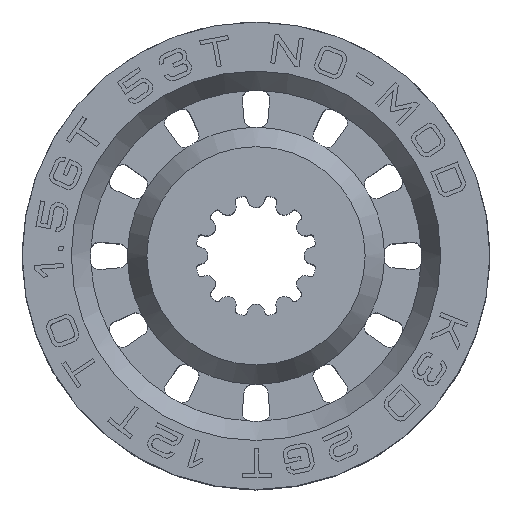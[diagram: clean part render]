
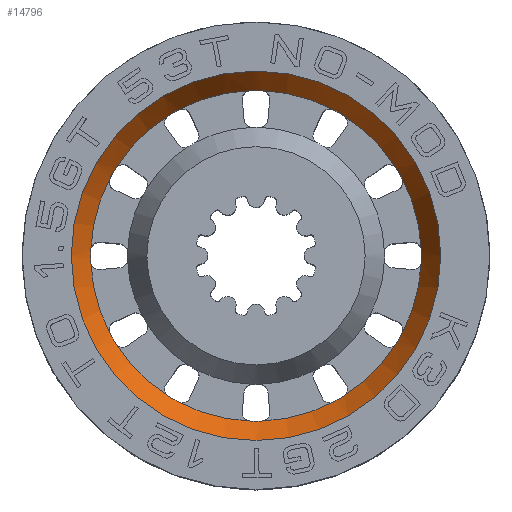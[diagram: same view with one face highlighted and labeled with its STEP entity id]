
A CAD part, top view. The second image highlights one B-rep face of the part: STEP entity #14796.
In plain terms, the highlighted conical face has half-angle 30 degrees and reference radius 11 mm.
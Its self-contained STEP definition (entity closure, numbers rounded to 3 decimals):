
#473=CONICAL_SURFACE('',#16802,11.,0.524);
#1122=CIRCLE('',#15229,9.845);
#1125=CIRCLE('',#15236,9.845);
#1130=CIRCLE('',#15246,9.845);
#1132=CIRCLE('',#15251,9.845);
#1136=CIRCLE('',#15260,9.845);
#1139=CIRCLE('',#15266,9.845);
#1143=CIRCLE('',#15275,9.845);
#1145=CIRCLE('',#15280,9.845);
#1150=CIRCLE('',#15290,9.845);
#1152=CIRCLE('',#15295,9.845);
#1156=CIRCLE('',#15304,9.845);
#1210=CIRCLE('',#15435,9.845);
#1216=CIRCLE('',#15449,11.);
#1219=CIRCLE('',#15453,9.845);
#1221=CIRCLE('',#15456,9.845);
#1223=CIRCLE('',#15459,9.845);
#1225=CIRCLE('',#15462,9.845);
#1227=CIRCLE('',#15465,9.845);
#1229=CIRCLE('',#15468,9.845);
#1231=CIRCLE('',#15471,9.845);
#1233=CIRCLE('',#15474,9.845);
#1235=CIRCLE('',#15477,9.845);
#1237=CIRCLE('',#15480,9.845);
#1238=CIRCLE('',#15482,9.845);
#2058=CIRCLE('',#16803,9.845);
#5420=ORIENTED_EDGE('',*,*,#8603,.T.);
#5421=ORIENTED_EDGE('',*,*,#6939,.T.);
#5422=ORIENTED_EDGE('',*,*,#7392,.T.);
#5423=ORIENTED_EDGE('',*,*,#7034,.T.);
#5424=ORIENTED_EDGE('',*,*,#7354,.T.);
#5425=ORIENTED_EDGE('',*,*,#7023,.T.);
#5426=ORIENTED_EDGE('',*,*,#7358,.T.);
#5427=ORIENTED_EDGE('',*,*,#7016,.T.);
#5428=ORIENTED_EDGE('',*,*,#7362,.T.);
#5429=ORIENTED_EDGE('',*,*,#7004,.T.);
#5430=ORIENTED_EDGE('',*,*,#7366,.T.);
#5431=ORIENTED_EDGE('',*,*,#6997,.T.);
#5432=ORIENTED_EDGE('',*,*,#7370,.T.);
#5433=ORIENTED_EDGE('',*,*,#6986,.T.);
#5434=ORIENTED_EDGE('',*,*,#7374,.T.);
#5435=ORIENTED_EDGE('',*,*,#6978,.T.);
#5436=ORIENTED_EDGE('',*,*,#7378,.T.);
#5437=ORIENTED_EDGE('',*,*,#6967,.T.);
#5438=ORIENTED_EDGE('',*,*,#7382,.T.);
#5439=ORIENTED_EDGE('',*,*,#6960,.T.);
#5440=ORIENTED_EDGE('',*,*,#7386,.T.);
#5441=ORIENTED_EDGE('',*,*,#6948,.T.);
#5442=ORIENTED_EDGE('',*,*,#7390,.T.);
#5443=ORIENTED_EDGE('',*,*,#7167,.T.);
#5444=ORIENTED_EDGE('',*,*,#7227,.T.);
#6939=EDGE_CURVE('',#9236,#9235,#1122,.F.);
#6948=EDGE_CURVE('',#9244,#9243,#1125,.F.);
#6960=EDGE_CURVE('',#9256,#9255,#1130,.F.);
#6967=EDGE_CURVE('',#9262,#9261,#1132,.F.);
#6978=EDGE_CURVE('',#9272,#9271,#1136,.F.);
#6986=EDGE_CURVE('',#9280,#9279,#1139,.F.);
#6997=EDGE_CURVE('',#9290,#9289,#1143,.F.);
#7004=EDGE_CURVE('',#9296,#9295,#1145,.F.);
#7016=EDGE_CURVE('',#9308,#9307,#1150,.F.);
#7023=EDGE_CURVE('',#9314,#9313,#1152,.F.);
#7034=EDGE_CURVE('',#9324,#9323,#1156,.F.);
#7167=EDGE_CURVE('',#9382,#9381,#1210,.F.);
#7227=EDGE_CURVE('',#9435,#9435,#1216,.T.);
#7354=EDGE_CURVE('',#9323,#9314,#1219,.F.);
#7358=EDGE_CURVE('',#9313,#9308,#1221,.F.);
#7362=EDGE_CURVE('',#9307,#9296,#1223,.F.);
#7366=EDGE_CURVE('',#9295,#9290,#1225,.F.);
#7370=EDGE_CURVE('',#9289,#9280,#1227,.F.);
#7374=EDGE_CURVE('',#9279,#9272,#1229,.F.);
#7378=EDGE_CURVE('',#9271,#9262,#1231,.F.);
#7382=EDGE_CURVE('',#9261,#9256,#1233,.F.);
#7386=EDGE_CURVE('',#9255,#9244,#1235,.F.);
#7390=EDGE_CURVE('',#9243,#9382,#1237,.F.);
#7392=EDGE_CURVE('',#9235,#9324,#1238,.F.);
#8603=EDGE_CURVE('',#9381,#9236,#2058,.F.);
#9235=VERTEX_POINT('',#22466);
#9236=VERTEX_POINT('',#22468);
#9243=VERTEX_POINT('',#22485);
#9244=VERTEX_POINT('',#22487);
#9255=VERTEX_POINT('',#22511);
#9256=VERTEX_POINT('',#22513);
#9261=VERTEX_POINT('',#22526);
#9262=VERTEX_POINT('',#22528);
#9271=VERTEX_POINT('',#22549);
#9272=VERTEX_POINT('',#22551);
#9279=VERTEX_POINT('',#22567);
#9280=VERTEX_POINT('',#22569);
#9289=VERTEX_POINT('',#22590);
#9290=VERTEX_POINT('',#22592);
#9295=VERTEX_POINT('',#22605);
#9296=VERTEX_POINT('',#22607);
#9307=VERTEX_POINT('',#22631);
#9308=VERTEX_POINT('',#22633);
#9313=VERTEX_POINT('',#22646);
#9314=VERTEX_POINT('',#22648);
#9323=VERTEX_POINT('',#22669);
#9324=VERTEX_POINT('',#22671);
#9381=VERTEX_POINT('',#22906);
#9382=VERTEX_POINT('',#22908);
#9435=VERTEX_POINT('',#23190);
#12617=EDGE_LOOP('',(#5420,#5421,#5422,#5423,#5424,#5425,#5426,#5427,#5428,
#5429,#5430,#5431,#5432,#5433,#5434,#5435,#5436,#5437,#5438,#5439,#5440,
#5441,#5442,#5443));
#12618=EDGE_LOOP('',(#5444));
#13538=FACE_BOUND('',#12617,.T.);
#13539=FACE_BOUND('',#12618,.T.);
#14796=ADVANCED_FACE('',(#13538,#13539),#473,.F.);
#15229=AXIS2_PLACEMENT_3D('',#22467,#17387,#17388);
#15236=AXIS2_PLACEMENT_3D('',#22486,#17405,#17406);
#15246=AXIS2_PLACEMENT_3D('',#22512,#17429,#17430);
#15251=AXIS2_PLACEMENT_3D('',#22527,#17443,#17444);
#15260=AXIS2_PLACEMENT_3D('',#22550,#17465,#17466);
#15266=AXIS2_PLACEMENT_3D('',#22568,#17481,#17482);
#15275=AXIS2_PLACEMENT_3D('',#22591,#17503,#17504);
#15280=AXIS2_PLACEMENT_3D('',#22606,#17517,#17518);
#15290=AXIS2_PLACEMENT_3D('',#22632,#17541,#17542);
#15295=AXIS2_PLACEMENT_3D('',#22647,#17555,#17556);
#15304=AXIS2_PLACEMENT_3D('',#22670,#17577,#17578);
#15435=AXIS2_PLACEMENT_3D('',#22907,#17887,#17888);
#15449=AXIS2_PLACEMENT_3D('',#23189,#17920,#17921);
#15453=AXIS2_PLACEMENT_3D('',#23833,#17930,#17931);
#15456=AXIS2_PLACEMENT_3D('',#23838,#17938,#17939);
#15459=AXIS2_PLACEMENT_3D('',#23843,#17946,#17947);
#15462=AXIS2_PLACEMENT_3D('',#23848,#17954,#17955);
#15465=AXIS2_PLACEMENT_3D('',#23853,#17962,#17963);
#15468=AXIS2_PLACEMENT_3D('',#23858,#17970,#17971);
#15471=AXIS2_PLACEMENT_3D('',#23863,#17978,#17979);
#15474=AXIS2_PLACEMENT_3D('',#23868,#17986,#17987);
#15477=AXIS2_PLACEMENT_3D('',#23873,#17994,#17995);
#15480=AXIS2_PLACEMENT_3D('',#23878,#18002,#18003);
#15482=AXIS2_PLACEMENT_3D('',#23881,#18007,#18008);
#16802=AXIS2_PLACEMENT_3D('',#26304,#21038,#21039);
#16803=AXIS2_PLACEMENT_3D('',#26305,#21040,#21041);
#17387=DIRECTION('',(0.,0.,1.));
#17388=DIRECTION('',(1.,0.,0.));
#17405=DIRECTION('',(0.,0.,1.));
#17406=DIRECTION('',(1.,0.,0.));
#17429=DIRECTION('',(0.,0.,1.));
#17430=DIRECTION('',(1.,0.,0.));
#17443=DIRECTION('',(0.,0.,1.));
#17444=DIRECTION('',(1.,0.,0.));
#17465=DIRECTION('',(0.,0.,1.));
#17466=DIRECTION('',(1.,0.,0.));
#17481=DIRECTION('',(0.,0.,1.));
#17482=DIRECTION('',(1.,0.,0.));
#17503=DIRECTION('',(0.,0.,1.));
#17504=DIRECTION('',(1.,0.,0.));
#17517=DIRECTION('',(0.,0.,1.));
#17518=DIRECTION('',(1.,0.,0.));
#17541=DIRECTION('',(0.,0.,1.));
#17542=DIRECTION('',(1.,0.,0.));
#17555=DIRECTION('',(0.,0.,1.));
#17556=DIRECTION('',(1.,0.,0.));
#17577=DIRECTION('',(0.,0.,1.));
#17578=DIRECTION('',(1.,0.,0.));
#17887=DIRECTION('',(0.,0.,1.));
#17888=DIRECTION('',(1.,0.,0.));
#17920=DIRECTION('',(0.,0.,1.));
#17921=DIRECTION('',(1.,0.,0.));
#17930=DIRECTION('',(0.,0.,1.));
#17931=DIRECTION('',(1.,0.,0.));
#17938=DIRECTION('',(0.,0.,1.));
#17939=DIRECTION('',(1.,0.,0.));
#17946=DIRECTION('',(0.,0.,1.));
#17947=DIRECTION('',(1.,0.,0.));
#17954=DIRECTION('',(0.,0.,1.));
#17955=DIRECTION('',(1.,0.,0.));
#17962=DIRECTION('',(0.,0.,1.));
#17963=DIRECTION('',(1.,0.,0.));
#17970=DIRECTION('',(0.,0.,1.));
#17971=DIRECTION('',(1.,0.,0.));
#17978=DIRECTION('',(0.,0.,1.));
#17979=DIRECTION('',(1.,0.,0.));
#17986=DIRECTION('',(0.,0.,1.));
#17987=DIRECTION('',(1.,0.,0.));
#17994=DIRECTION('',(0.,0.,1.));
#17995=DIRECTION('',(1.,0.,0.));
#18002=DIRECTION('',(0.,0.,1.));
#18003=DIRECTION('',(1.,0.,0.));
#18007=DIRECTION('',(0.,0.,1.));
#18008=DIRECTION('',(1.,0.,0.));
#21038=DIRECTION('',(0.,0.,1.));
#21039=DIRECTION('',(1.,0.,0.));
#21040=DIRECTION('',(0.,0.,1.));
#21041=DIRECTION('',(1.,0.,0.));
#22466=CARTESIAN_POINT('',(-5.207,-8.355,10.5));
#22467=CARTESIAN_POINT('',(0.,0.,10.5));
#22468=CARTESIAN_POINT('',(-4.632,-8.687,10.5));
#22485=CARTESIAN_POINT('',(4.632,-8.687,10.5));
#22486=CARTESIAN_POINT('',(0.,0.,10.5));
#22487=CARTESIAN_POINT('',(5.207,-8.355,10.5));
#22511=CARTESIAN_POINT('',(8.355,-5.207,10.5));
#22512=CARTESIAN_POINT('',(0.,0.,10.5));
#22513=CARTESIAN_POINT('',(8.687,-4.632,10.5));
#22526=CARTESIAN_POINT('',(9.84,-0.332,10.5));
#22527=CARTESIAN_POINT('',(0.,0.,10.5));
#22528=CARTESIAN_POINT('',(9.84,0.332,10.5));
#22549=CARTESIAN_POINT('',(8.687,4.632,10.5));
#22550=CARTESIAN_POINT('',(0.,0.,10.5));
#22551=CARTESIAN_POINT('',(8.355,5.207,10.5));
#22567=CARTESIAN_POINT('',(5.207,8.355,10.5));
#22568=CARTESIAN_POINT('',(0.,0.,10.5));
#22569=CARTESIAN_POINT('',(4.632,8.687,10.5));
#22590=CARTESIAN_POINT('',(0.332,9.84,10.5));
#22591=CARTESIAN_POINT('',(0.,0.,10.5));
#22592=CARTESIAN_POINT('',(-0.332,9.84,10.5));
#22605=CARTESIAN_POINT('',(-4.632,8.687,10.5));
#22606=CARTESIAN_POINT('',(0.,0.,10.5));
#22607=CARTESIAN_POINT('',(-5.207,8.355,10.5));
#22631=CARTESIAN_POINT('',(-8.355,5.207,10.5));
#22632=CARTESIAN_POINT('',(0.,0.,10.5));
#22633=CARTESIAN_POINT('',(-8.687,4.632,10.5));
#22646=CARTESIAN_POINT('',(-9.84,0.332,10.5));
#22647=CARTESIAN_POINT('',(0.,0.,10.5));
#22648=CARTESIAN_POINT('',(-9.84,-0.332,10.5));
#22669=CARTESIAN_POINT('',(-8.687,-4.632,10.5));
#22670=CARTESIAN_POINT('',(0.,0.,10.5));
#22671=CARTESIAN_POINT('',(-8.355,-5.207,10.5));
#22906=CARTESIAN_POINT('',(-0.332,-9.84,10.5));
#22907=CARTESIAN_POINT('',(0.,0.,10.5));
#22908=CARTESIAN_POINT('',(0.332,-9.84,10.5));
#23189=CARTESIAN_POINT('',(0.,0.,12.5));
#23190=CARTESIAN_POINT('',(11.,0.,12.5));
#23833=CARTESIAN_POINT('',(0.,0.,10.5));
#23838=CARTESIAN_POINT('',(0.,0.,10.5));
#23843=CARTESIAN_POINT('',(0.,0.,10.5));
#23848=CARTESIAN_POINT('',(0.,0.,10.5));
#23853=CARTESIAN_POINT('',(0.,0.,10.5));
#23858=CARTESIAN_POINT('',(0.,0.,10.5));
#23863=CARTESIAN_POINT('',(0.,0.,10.5));
#23868=CARTESIAN_POINT('',(0.,0.,10.5));
#23873=CARTESIAN_POINT('',(0.,0.,10.5));
#23878=CARTESIAN_POINT('',(0.,0.,10.5));
#23881=CARTESIAN_POINT('',(0.,0.,10.5));
#26304=CARTESIAN_POINT('',(0.,0.,12.5));
#26305=CARTESIAN_POINT('',(0.,0.,10.5));
